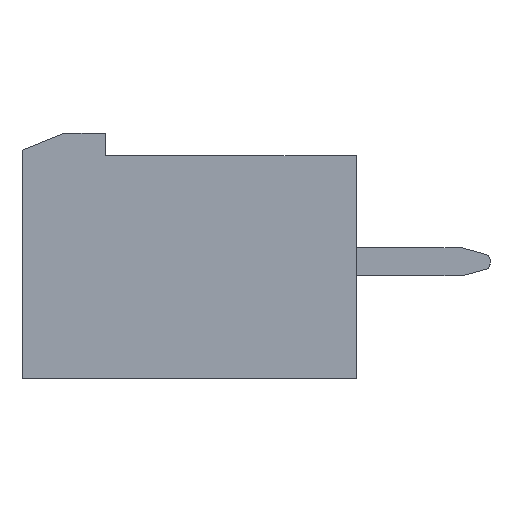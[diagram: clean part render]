
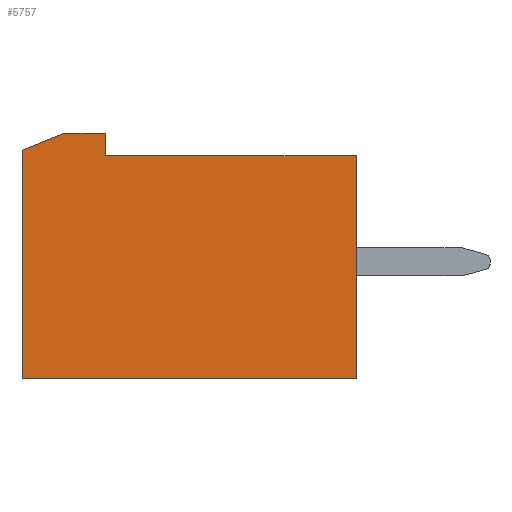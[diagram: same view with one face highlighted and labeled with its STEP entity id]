
A CAD part, left-side view. The second image highlights one B-rep face of the part: STEP entity #5757.
In plain terms, the highlighted planar face has unit normal (-1, 0, 0).
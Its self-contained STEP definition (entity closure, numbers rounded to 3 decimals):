
#150 = VECTOR ( 'NONE', #285, 1000. ) ;
#213 = LINE ( 'NONE', #440, #150 ) ;
#216 = LINE ( 'NONE', #4473, #5796 ) ;
#285 = DIRECTION ( 'NONE',  ( 0., -1., 0. ) ) ;
#372 = VERTEX_POINT ( 'NONE', #5277 ) ;
#440 = CARTESIAN_POINT ( 'NONE',  ( -0.705, 12., -8. ) ) ;
#979 = CARTESIAN_POINT ( 'NONE',  ( -0.705, 12., -8. ) ) ;
#1738 = VECTOR ( 'NONE', #4528, 1000. ) ;
#1784 = CARTESIAN_POINT ( 'NONE',  ( -0.705, 10.5, 0.8 ) ) ;
#1796 = DIRECTION ( 'NONE',  ( 0., 0.928, -0.371 ) ) ;
#2092 = VERTEX_POINT ( 'NONE', #3866 ) ;
#2359 = ORIENTED_EDGE ( 'NONE', *, *, #3610, .T. ) ;
#2382 = VECTOR ( 'NONE', #8037, 1000. ) ;
#2407 = ORIENTED_EDGE ( 'NONE', *, *, #3108, .T. ) ;
#2428 = ORIENTED_EDGE ( 'NONE', *, *, #9849, .T. ) ;
#2457 = CARTESIAN_POINT ( 'NONE',  ( -0.705, 9.01, 0. ) ) ;
#2470 = ORIENTED_EDGE ( 'NONE', *, *, #9464, .T. ) ;
#2497 = ORIENTED_EDGE ( 'NONE', *, *, #8667, .T. ) ;
#2539 = ORIENTED_EDGE ( 'NONE', *, *, #8096, .T. ) ;
#2584 = ORIENTED_EDGE ( 'NONE', *, *, #6208, .T. ) ;
#2591 = LINE ( 'NONE', #8066, #2382 ) ;
#2654 = VERTEX_POINT ( 'NONE', #979 ) ;
#2690 = DIRECTION ( 'NONE',  ( 0., 1., 0. ) ) ;
#2723 = LINE ( 'NONE', #4214, #6396 ) ;
#2743 = VECTOR ( 'NONE', #1796, 1000. ) ;
#2773 = LINE ( 'NONE', #1784, #2743 ) ;
#2844 = DIRECTION ( 'NONE',  ( 0., 0., 1. ) ) ;
#2884 = DIRECTION ( 'NONE',  ( -1., 0., 0. ) ) ;
#3108 = EDGE_CURVE ( 'NONE', #372, #4261, #2591, .T. ) ;
#3127 = CARTESIAN_POINT ( 'NONE',  ( -0.705, 0., 0. ) ) ;
#3162 = PLANE ( 'NONE',  #5801 ) ;
#3380 = CARTESIAN_POINT ( 'NONE',  ( -0.705, 0., 0. ) ) ;
#3610 = EDGE_CURVE ( 'NONE', #2654, #372, #213, .T. ) ;
#3865 = VERTEX_POINT ( 'NONE', #2457 ) ;
#3866 = CARTESIAN_POINT ( 'NONE',  ( -0.705, 9.01, 0.8 ) ) ;
#4214 = CARTESIAN_POINT ( 'NONE',  ( -0.705, 0., 0. ) ) ;
#4261 = VERTEX_POINT ( 'NONE', #3380 ) ;
#4324 = DIRECTION ( 'NONE',  ( 0., 1., 0. ) ) ;
#4473 = CARTESIAN_POINT ( 'NONE',  ( -0.705, 9.01, 0.8 ) ) ;
#4528 = DIRECTION ( 'NONE',  ( 0., 0., 1. ) ) ;
#5144 = CARTESIAN_POINT ( 'NONE',  ( -0.705, 12., 0.2 ) ) ;
#5179 = DIRECTION ( 'NONE',  ( 0., 0., -1. ) ) ;
#5277 = CARTESIAN_POINT ( 'NONE',  ( -0.705, 0., -8. ) ) ;
#5757 = ADVANCED_FACE ( 'NONE', ( #5846 ), #3162, .T. ) ;
#5774 = CARTESIAN_POINT ( 'NONE',  ( -0.705, 12., 0.2 ) ) ;
#5796 = VECTOR ( 'NONE', #4324, 1000. ) ;
#5801 = AXIS2_PLACEMENT_3D ( 'NONE', #3127, #2884, #2844 ) ;
#5846 = FACE_OUTER_BOUND ( 'NONE', #5866, .T. ) ;
#5866 = EDGE_LOOP ( 'NONE', ( #2359, #2407, #2428, #2470, #2497, #2539, #2584 ) ) ;
#6208 = EDGE_CURVE ( 'NONE', #9784, #2654, #6639, .T. ) ;
#6396 = VECTOR ( 'NONE', #2690, 1000. ) ;
#6639 = LINE ( 'NONE', #5144, #6902 ) ;
#6873 = CARTESIAN_POINT ( 'NONE',  ( -0.705, 9.01, 0. ) ) ;
#6902 = VECTOR ( 'NONE', #5179, 1000. ) ;
#7961 = LINE ( 'NONE', #6873, #1738 ) ;
#8037 = DIRECTION ( 'NONE',  ( 0., 0., 1. ) ) ;
#8066 = CARTESIAN_POINT ( 'NONE',  ( -0.705, 0., -8. ) ) ;
#8096 = EDGE_CURVE ( 'NONE', #9514, #9784, #2773, .T. ) ;
#8667 = EDGE_CURVE ( 'NONE', #2092, #9514, #216, .T. ) ;
#9464 = EDGE_CURVE ( 'NONE', #3865, #2092, #7961, .T. ) ;
#9514 = VERTEX_POINT ( 'NONE', #9999 ) ;
#9784 = VERTEX_POINT ( 'NONE', #5774 ) ;
#9849 = EDGE_CURVE ( 'NONE', #4261, #3865, #2723, .T. ) ;
#9999 = CARTESIAN_POINT ( 'NONE',  ( -0.705, 10.5, 0.8 ) ) ;
